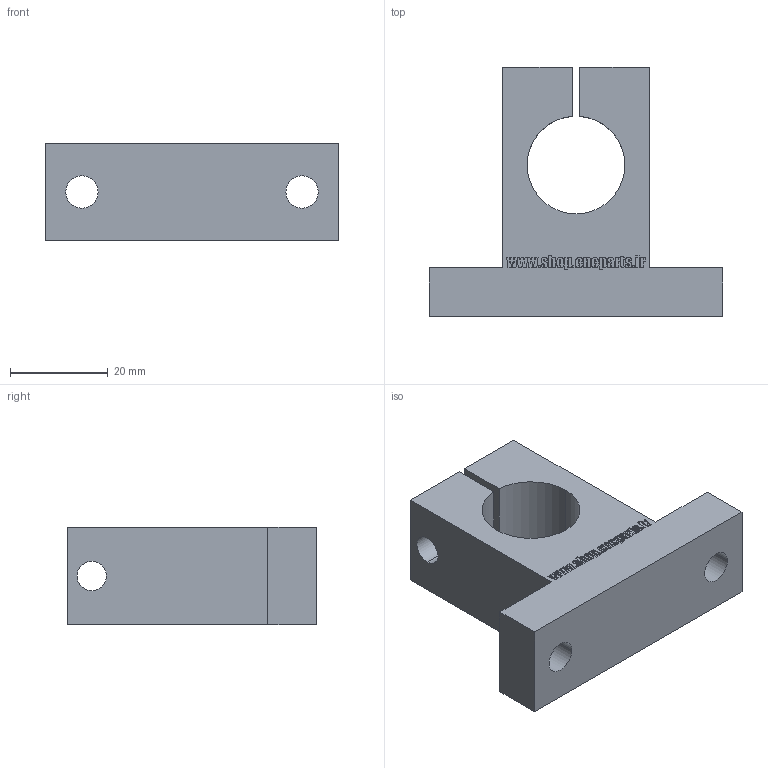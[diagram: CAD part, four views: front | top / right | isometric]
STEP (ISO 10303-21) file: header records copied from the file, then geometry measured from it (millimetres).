
FILE_DESCRIPTION (( 'STEP AP214' ), '1' );
FILE_NAME ('SK20.STEP', '2025-12-02T21:33:50', ( '' ), ( '' ), 'SwSTEP 2.0', 'SolidWorks 2024', '' );
FILE_SCHEMA (( 'AUTOMOTIVE_DESIGN' ));
Length unit declared in the file: millimetre
Products named in the file (1): SK20
Bounding box: 60 x 51 x 20 mm (x, y, z)
Volume: 28518.1 mm3; surface area: 9776.3 mm2
Topology: 1 solids, 1 shells, 293 faces, 804 edges, 536 vertices
Faces by surface type: plane 177, bspline 105, cylinder 11
Entity records: 14889 total; most frequent: CARTESIAN_POINT 8099, ORIENTED_EDGE 1608, DIRECTION 994, EDGE_CURVE 804, LINE 572, VECTOR 572, VERTEX_POINT 536, EDGE_LOOP 324
